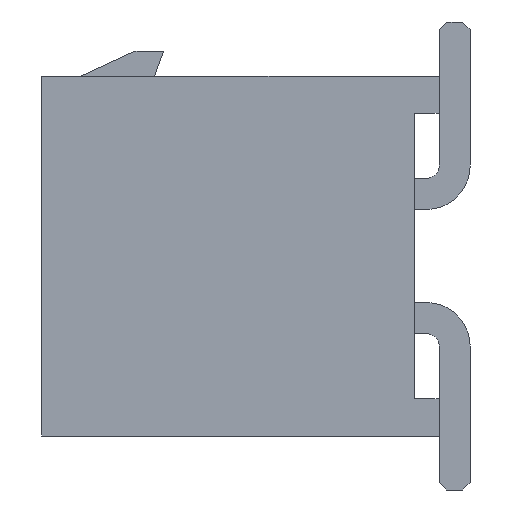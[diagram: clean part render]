
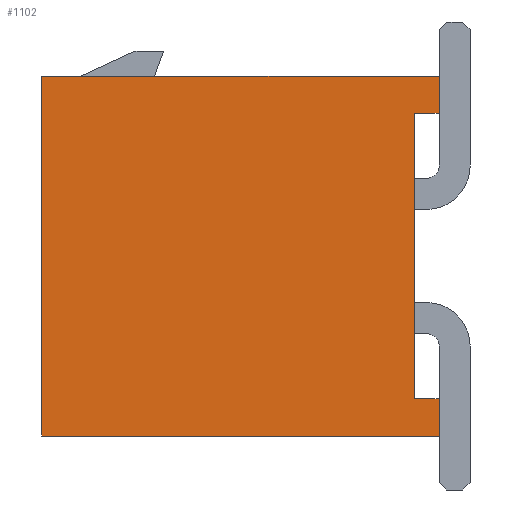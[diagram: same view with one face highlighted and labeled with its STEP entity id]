
A CAD part, left-side view. The second image highlights one B-rep face of the part: STEP entity #1102.
In plain terms, the highlighted planar face has unit normal (-1, 0, 0).
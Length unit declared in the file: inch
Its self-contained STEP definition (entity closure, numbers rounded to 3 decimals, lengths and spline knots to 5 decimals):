
#1102 = ADVANCED_FACE( '', ( #2209 ), #2210, .F. );
#2209 = FACE_OUTER_BOUND( '', #3325, .T. );
#2210 = PLANE( '', #3326 );
#3325 = EDGE_LOOP( '', ( #6762, #6763, #6764, #6765, #6766, #6767, #6768, #6769 ) );
#3326 = AXIS2_PLACEMENT_3D( '', #6770, #6771, #6772 );
#6762 = ORIENTED_EDGE( '', *, *, #8010, .F. );
#6763 = ORIENTED_EDGE( '', *, *, #8299, .F. );
#6764 = ORIENTED_EDGE( '', *, *, #7080, .F. );
#6765 = ORIENTED_EDGE( '', *, *, #7617, .F. );
#6766 = ORIENTED_EDGE( '', *, *, #7364, .F. );
#6767 = ORIENTED_EDGE( '', *, *, #7304, .F. );
#6768 = ORIENTED_EDGE( '', *, *, #7040, .F. );
#6769 = ORIENTED_EDGE( '', *, *, #7929, .F. );
#6770 = CARTESIAN_POINT( '', ( -0.33, 0., 0. ) );
#6771 = DIRECTION( '', ( 1., 0., 0. ) );
#6772 = DIRECTION( '', ( 0., 0., -1. ) );
#7040 = EDGE_CURVE( '', #8485, #8487, #8488, .T. );
#7080 = EDGE_CURVE( '', #8557, #8559, #8560, .T. );
#7304 = EDGE_CURVE( '', #8487, #8961, #8962, .T. );
#7364 = EDGE_CURVE( '', #8961, #9070, #9071, .T. );
#7617 = EDGE_CURVE( '', #9070, #8557, #9482, .T. );
#7929 = EDGE_CURVE( '', #9971, #8485, #9973, .T. );
#8010 = EDGE_CURVE( '', #10090, #9971, #10092, .T. );
#8299 = EDGE_CURVE( '', #8559, #10090, #10440, .T. );
#8485 = VERTEX_POINT( '', #10646 );
#8487 = VERTEX_POINT( '', #10649 );
#8488 = LINE( '', #10650, #10651 );
#8557 = VERTEX_POINT( '', #10751 );
#8559 = VERTEX_POINT( '', #10754 );
#8560 = LINE( '', #10755, #10756 );
#8961 = VERTEX_POINT( '', #11332 );
#8962 = LINE( '', #11333, #11334 );
#9070 = VERTEX_POINT( '', #11495 );
#9071 = LINE( '', #11496, #11497 );
#9482 = LINE( '', #12104, #12105 );
#9971 = VERTEX_POINT( '', #12839 );
#9973 = LINE( '', #12842, #12843 );
#10090 = VERTEX_POINT( '', #13030 );
#10092 = LINE( '', #13033, #13034 );
#10440 = LINE( '', #13551, #13552 );
#10646 = CARTESIAN_POINT( '', ( -0.33, 0., 0.145 ) );
#10649 = CARTESIAN_POINT( '', ( -0.33, 0., 0.115 ) );
#10650 = CARTESIAN_POINT( '', ( -0.33, 0., 0.145 ) );
#10651 = VECTOR( '', #13816, 39.37008 );
#10751 = CARTESIAN_POINT( '', ( -0.33, 0., -0.115 ) );
#10754 = CARTESIAN_POINT( '', ( -0.33, 0., -0.145 ) );
#10755 = CARTESIAN_POINT( '', ( -0.33, 0., -0.115 ) );
#10756 = VECTOR( '', #13849, 39.37008 );
#11332 = CARTESIAN_POINT( '', ( -0.33, 0.02, 0.115 ) );
#11333 = CARTESIAN_POINT( '', ( -0.33, 0., 0.115 ) );
#11334 = VECTOR( '', #14055, 39.37008 );
#11495 = CARTESIAN_POINT( '', ( -0.33, 0.02, -0.115 ) );
#11496 = CARTESIAN_POINT( '', ( -0.33, 0.02, 0.115 ) );
#11497 = VECTOR( '', #14118, 39.37008 );
#12104 = CARTESIAN_POINT( '', ( -0.33, 0.02, -0.115 ) );
#12105 = VECTOR( '', #14357, 39.37008 );
#12839 = CARTESIAN_POINT( '', ( -0.33, 0.32, 0.145 ) );
#12842 = CARTESIAN_POINT( '', ( -0.33, 0.32, 0.145 ) );
#12843 = VECTOR( '', #14625, 39.37008 );
#13030 = CARTESIAN_POINT( '', ( -0.33, 0.32, -0.145 ) );
#13033 = CARTESIAN_POINT( '', ( -0.33, 0.32, -0.145 ) );
#13034 = VECTOR( '', #14697, 39.37008 );
#13551 = CARTESIAN_POINT( '', ( -0.33, 0., -0.145 ) );
#13552 = VECTOR( '', #14909, 39.37008 );
#13816 = DIRECTION( '', ( 0., 0., -1. ) );
#13849 = DIRECTION( '', ( 0., 0., -1. ) );
#14055 = DIRECTION( '', ( 0., 1., 0. ) );
#14118 = DIRECTION( '', ( 0., 0., -1. ) );
#14357 = DIRECTION( '', ( 0., -1., 0. ) );
#14625 = DIRECTION( '', ( 0., -1., 0. ) );
#14697 = DIRECTION( '', ( 0., 0., 1. ) );
#14909 = DIRECTION( '', ( 0., 1., 0. ) );
